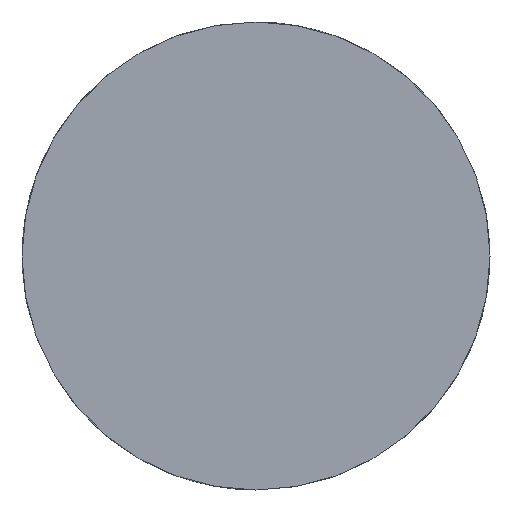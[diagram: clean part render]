
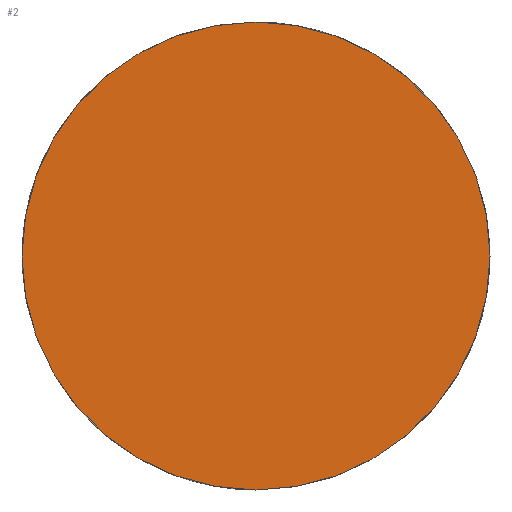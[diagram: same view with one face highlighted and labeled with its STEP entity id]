
A CAD part, left-side view. The second image highlights one B-rep face of the part: STEP entity #2.
In plain terms, the highlighted planar face has unit normal (-1, 0, 0).
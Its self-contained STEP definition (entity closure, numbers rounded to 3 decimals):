
#1 = EDGE_LOOP ( 'NONE', ( #76, #61 ) ) ;
#2 = ADVANCED_FACE ( 'NONE', ( #95 ), #8, .F. ) ;
#7 = CARTESIAN_POINT ( 'NONE',  ( 0., 12.7, -12.7 ) ) ;
#8 = PLANE ( 'NONE',  #29 ) ;
#11 = DIRECTION ( 'NONE',  ( -1., 0., 0. ) ) ;
#16 = CARTESIAN_POINT ( 'NONE',  ( 0., 25.4, -12.7 ) ) ;
#24 = DIRECTION ( 'NONE',  ( 0., 0., -1. ) ) ;
#27 = AXIS2_PLACEMENT_3D ( 'NONE', #90, #11, #77 ) ;
#28 = VERTEX_POINT ( 'NONE', #7 ) ;
#29 = AXIS2_PLACEMENT_3D ( 'NONE', #16, #59, #24 ) ;
#44 = CARTESIAN_POINT ( 'NONE',  ( 0., 12.7, 12.7 ) ) ;
#45 = DIRECTION ( 'NONE',  ( 0., 0., 1. ) ) ;
#49 = CIRCLE ( 'NONE', #27, 12.7 ) ;
#57 = CARTESIAN_POINT ( 'NONE',  ( 0., 12.7, 0. ) ) ;
#59 = DIRECTION ( 'NONE',  ( 1., 0., 0. ) ) ;
#61 = ORIENTED_EDGE ( 'NONE', *, *, #93, .T. ) ;
#76 = ORIENTED_EDGE ( 'NONE', *, *, #118, .T. ) ;
#77 = DIRECTION ( 'NONE',  ( 0., 0., 1. ) ) ;
#83 = AXIS2_PLACEMENT_3D ( 'NONE', #57, #125, #45 ) ;
#89 = CIRCLE ( 'NONE', #83, 12.7 ) ;
#90 = CARTESIAN_POINT ( 'NONE',  ( 0., 12.7, 0. ) ) ;
#93 = EDGE_CURVE ( 'NONE', #28, #113, #89, .T. ) ;
#95 = FACE_OUTER_BOUND ( 'NONE', #1, .T. ) ;
#113 = VERTEX_POINT ( 'NONE', #44 ) ;
#118 = EDGE_CURVE ( 'NONE', #113, #28, #49, .T. ) ;
#125 = DIRECTION ( 'NONE',  ( -1., 0., 0. ) ) ;
